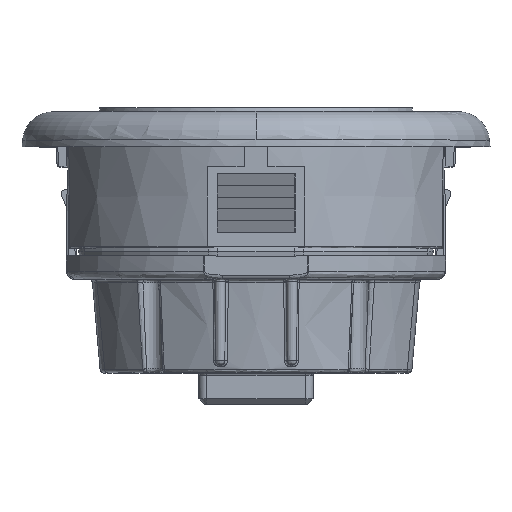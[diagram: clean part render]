
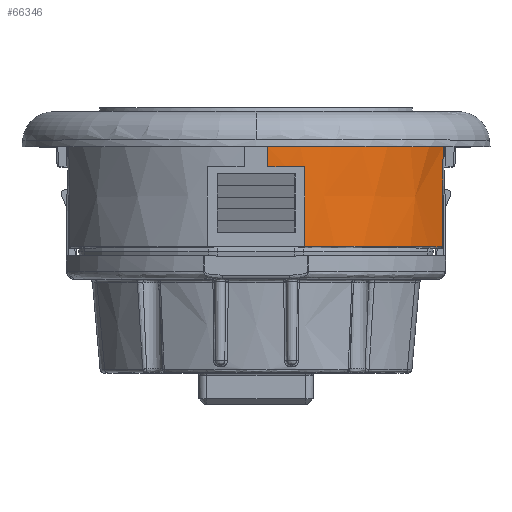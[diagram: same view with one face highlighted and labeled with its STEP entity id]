
A CAD part, top view. The second image highlights one B-rep face of the part: STEP entity #66346.
In plain terms, the highlighted conical face has half-angle 0.5 degrees and reference radius 25.583 mm.
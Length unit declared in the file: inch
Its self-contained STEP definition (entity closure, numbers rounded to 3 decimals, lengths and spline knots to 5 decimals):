
#953 = CARTESIAN_POINT ( 'NONE',  ( 0.24456, 0.79454, 0.97251 ) ) ;
#4092 = B_SPLINE_CURVE_WITH_KNOTS ( 'NONE', 3,
 ( #44815, #29139, #58398, #953 ),
 .UNSPECIFIED., .F., .F.,
 ( 4, 4 ),
 ( 0., 1. ),
 .UNSPECIFIED. ) ;
#4170 = DIRECTION ( 'NONE',  ( 0.937, 0., 0.348 ) ) ;
#4806 = DIRECTION ( 'NONE',  ( 0., -1., 0. ) ) ;
#6751 = AXIS2_PLACEMENT_3D ( 'NONE', #67174, #17257, #52336 ) ;
#10481 = AXIS2_PLACEMENT_3D ( 'NONE', #39171, #4806, #4170 ) ;
#11772 = FACE_OUTER_BOUND ( 'NONE', #54373, .T. ) ;
#11824 = B_SPLINE_CURVE_WITH_KNOTS ( 'NONE', 3,
 ( #60964, #46719, #34102, #12963 ),
 .UNSPECIFIED., .F., .F.,
 ( 4, 4 ),
 ( 0., 1. ),
 .UNSPECIFIED. ) ;
#12963 = CARTESIAN_POINT ( 'NONE',  ( 0.05955, 1.19644, 1.00453 ) ) ;
#17257 = DIRECTION ( 'NONE',  ( 0., -1., 0. ) ) ;
#18604 = VERTEX_POINT ( 'NONE', #33035 ) ;
#18991 = B_SPLINE_CURVE_WITH_KNOTS ( 'NONE', 3,
 ( #46565, #81621, #45307, #31449 ),
 .UNSPECIFIED., .F., .F.,
 ( 4, 4 ),
 ( 0., 1. ),
 .UNSPECIFIED. ) ;
#19435 = EDGE_CURVE ( 'NONE', #38514, #70542, #85632, .T. ) ;
#19701 = ORIENTED_EDGE ( 'NONE', *, *, #80120, .T. ) ;
#20972 = ORIENTED_EDGE ( 'NONE', *, *, #42556, .T. ) ;
#21410 = CARTESIAN_POINT ( 'NONE',  ( 0.94297, 1.13057, 0.34969 ) ) ;
#23034 = CARTESIAN_POINT ( 'NONE',  ( 0.245, 1.19619, 0.97601 ) ) ;
#23219 = CARTESIAN_POINT ( 'NONE',  ( 0.05955, 1.19644, 1.00453 ) ) ;
#29139 = CARTESIAN_POINT ( 'NONE',  ( 0.24485, 1.06231, 0.97485 ) ) ;
#31396 = B_SPLINE_CURVE_WITH_KNOTS ( 'NONE', 3,
 ( #35973, #57147, #21410, #63511 ),
 .UNSPECIFIED., .F., .F.,
 ( 4, 4 ),
 ( 0., 1. ),
 .UNSPECIFIED. ) ;
#31449 = CARTESIAN_POINT ( 'NONE',  ( 0.94444, 1.29859, 0.34993 ) ) ;
#33035 = CARTESIAN_POINT ( 'NONE',  ( 0.9442, 1.29855, 0.35059 ) ) ;
#34102 = CARTESIAN_POINT ( 'NONE',  ( 0.05925, 1.23048, 1.00485 ) ) ;
#35973 = CARTESIAN_POINT ( 'NONE',  ( 0.94002, 0.79454, 0.3492 ) ) ;
#38514 = VERTEX_POINT ( 'NONE', #23219 ) ;
#39171 = CARTESIAN_POINT ( 'NONE',  ( 0., 0.79454, 0. ) ) ;
#39365 = CARTESIAN_POINT ( 'NONE',  ( 0.05866, 1.29855, 1.00548 ) ) ;
#42556 = EDGE_CURVE ( 'NONE', #59267, #70612, #31396, .T. ) ;
#43322 = EDGE_CURVE ( 'NONE', #18604, #70612, #18991, .T. ) ;
#44733 = CARTESIAN_POINT ( 'NONE',  ( 0.05955, 1.19644, 1.00453 ) ) ;
#44815 = CARTESIAN_POINT ( 'NONE',  ( 0.245, 1.19619, 0.97601 ) ) ;
#45307 = CARTESIAN_POINT ( 'NONE',  ( 0.94436, 1.29857, 0.35015 ) ) ;
#45825 = EDGE_CURVE ( 'NONE', #18604, #64691, #49500, .T. ) ;
#45910 = AXIS2_PLACEMENT_3D ( 'NONE', #90750, #76875, #55991 ) ;
#46296 = ORIENTED_EDGE ( 'NONE', *, *, #56588, .T. ) ;
#46565 = CARTESIAN_POINT ( 'NONE',  ( 0.9442, 1.29855, 0.35059 ) ) ;
#46719 = CARTESIAN_POINT ( 'NONE',  ( 0.05896, 1.26451, 1.00516 ) ) ;
#49500 = CIRCLE ( 'NONE', #6751, 1.00719 ) ;
#49807 = CONICAL_SURFACE ( 'NONE', #45910, 1.00721, 0.009 ) ;
#49947 = ORIENTED_EDGE ( 'NONE', *, *, #86064, .F. ) ;
#51990 = CARTESIAN_POINT ( 'NONE',  ( 0.12177, 1.19641, 1.00084 ) ) ;
#52069 = ORIENTED_EDGE ( 'NONE', *, *, #43322, .F. ) ;
#52143 = CARTESIAN_POINT ( 'NONE',  ( 0.94002, 0.79454, 0.3492 ) ) ;
#52336 = DIRECTION ( 'NONE',  ( -1., 0., 0. ) ) ;
#53779 = ORIENTED_EDGE ( 'NONE', *, *, #45825, .T. ) ;
#54373 = EDGE_LOOP ( 'NONE', ( #46296, #49947, #20972, #52069, #53779, #19701, #73608 ) ) ;
#55991 = DIRECTION ( 'NONE',  ( -1., 0., 0. ) ) ;
#56588 = EDGE_CURVE ( 'NONE', #70542, #84066, #4092, .T. ) ;
#57147 = CARTESIAN_POINT ( 'NONE',  ( 0.9415, 0.96256, 0.34945 ) ) ;
#58398 = CARTESIAN_POINT ( 'NONE',  ( 0.24471, 0.92843, 0.97368 ) ) ;
#59267 = VERTEX_POINT ( 'NONE', #52143 ) ;
#60964 = CARTESIAN_POINT ( 'NONE',  ( 0.05866, 1.29855, 1.00548 ) ) ;
#63511 = CARTESIAN_POINT ( 'NONE',  ( 0.94444, 1.29859, 0.34993 ) ) ;
#64691 = VERTEX_POINT ( 'NONE', #39365 ) ;
#65890 = CARTESIAN_POINT ( 'NONE',  ( 0.245, 1.19619, 0.97601 ) ) ;
#66346 = ADVANCED_FACE ( 'NONE', ( #11772 ), #49807, .T. ) ;
#67174 = CARTESIAN_POINT ( 'NONE',  ( 0., 1.29855, 0. ) ) ;
#70542 = VERTEX_POINT ( 'NONE', #23034 ) ;
#70612 = VERTEX_POINT ( 'NONE', #80591 ) ;
#73608 = ORIENTED_EDGE ( 'NONE', *, *, #19435, .T. ) ;
#74483 = CARTESIAN_POINT ( 'NONE',  ( 0.24456, 0.79454, 0.97251 ) ) ;
#74776 = CIRCLE ( 'NONE', #10481, 1.00279 ) ;
#76875 = DIRECTION ( 'NONE',  ( 0., 1., 0. ) ) ;
#80084 = CARTESIAN_POINT ( 'NONE',  ( 0.18396, 1.19632, 0.99134 ) ) ;
#80120 = EDGE_CURVE ( 'NONE', #64691, #38514, #11824, .T. ) ;
#80591 = CARTESIAN_POINT ( 'NONE',  ( 0.94444, 1.29859, 0.34993 ) ) ;
#81621 = CARTESIAN_POINT ( 'NONE',  ( 0.94428, 1.29856, 0.35037 ) ) ;
#84066 = VERTEX_POINT ( 'NONE', #74483 ) ;
#85632 = B_SPLINE_CURVE_WITH_KNOTS ( 'NONE', 3,
 ( #44733, #51990, #80084, #65890 ),
 .UNSPECIFIED., .F., .F.,
 ( 4, 4 ),
 ( 0., 1. ),
 .UNSPECIFIED. ) ;
#86064 = EDGE_CURVE ( 'NONE', #59267, #84066, #74776, .T. ) ;
#90750 = CARTESIAN_POINT ( 'NONE',  ( 0., 1.30161, 0. ) ) ;
